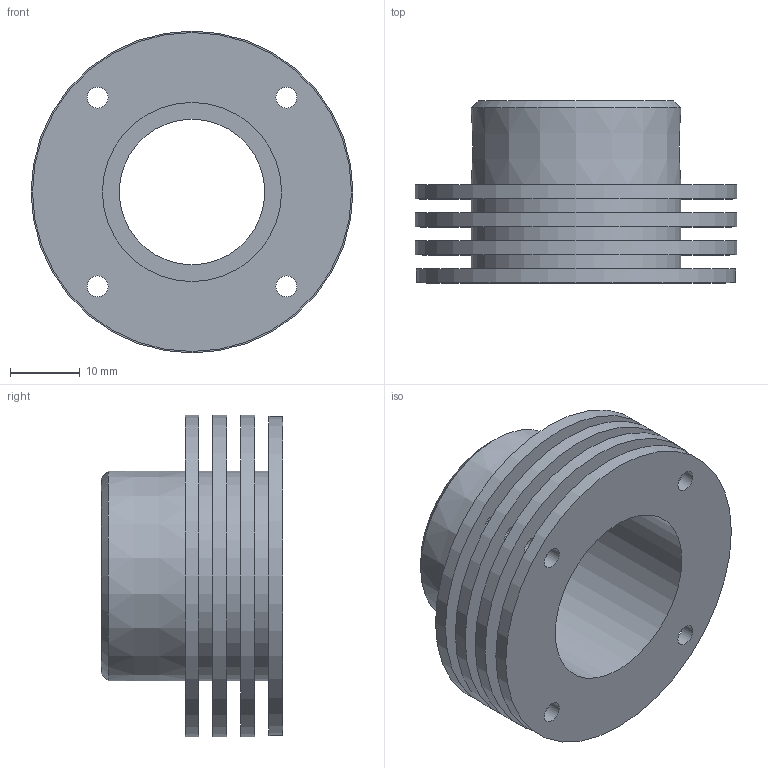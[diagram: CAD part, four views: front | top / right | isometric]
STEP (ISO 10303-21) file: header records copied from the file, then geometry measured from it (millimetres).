
FILE_DESCRIPTION(/* description */ (''),/* implementation_level */ '2;1');
FILE_NAME(/* name */ 'Support.step',/* time_stamp */ '2018-06-07T11:40:56+02:00',/* author */ (''),/* organization */ (''),/* preprocessor_version */ 'ST-DEVELOPER v17',/* originating_system */ 'Autodesk Translation Framework v7.1.0.215',/* authorisation */ '');
FILE_SCHEMA (('AUTOMOTIVE_DESIGN { 1 0 10303 214 3 1 1 }'));
Length unit declared in the file: millimetre
Products named in the file (1): FusionComponent
Bounding box: 46 x 26 x 46 mm (x, y, z)
Volume: 13146.8 mm3; surface area: 13164.3 mm2
Topology: 1 solids, 1 shells, 38 faces, 102 edges, 74 vertices
Faces by surface type: cylinder 23, plane 10, cone 5
Full cylindrical faces by diameter (mm): 3 x16, 20.8 x1, 25.6 x1, 30 x2, 45.6 x1, 46 x2
Entity records: 1372 total; most frequent: DIRECTION 254, CARTESIAN_POINT 215, ORIENTED_EDGE 204, AXIS2_PLACEMENT_3D 113, EDGE_CURVE 102, EDGE_LOOP 80, CIRCLE 74, VERTEX_POINT 74
